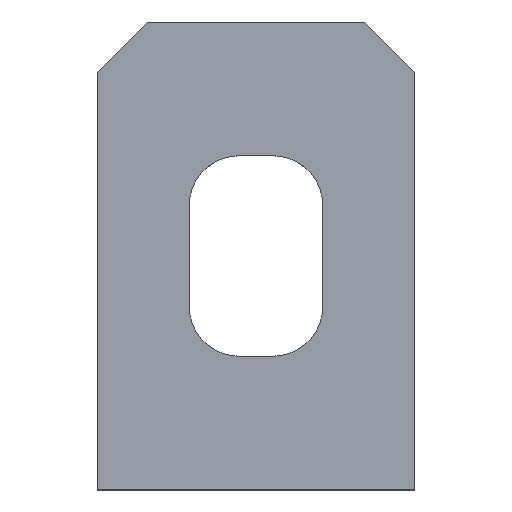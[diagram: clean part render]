
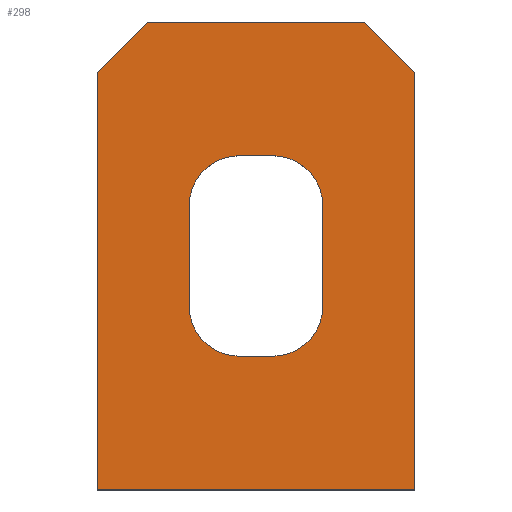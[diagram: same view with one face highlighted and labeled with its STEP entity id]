
A CAD part, top view. The second image highlights one B-rep face of the part: STEP entity #298.
In plain terms, the highlighted planar face has unit normal (0, 0, 1).
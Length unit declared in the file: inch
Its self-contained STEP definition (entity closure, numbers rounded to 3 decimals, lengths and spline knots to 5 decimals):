
#18=FACE_BOUND($,#48,.T.);
#23=CIRCLE($,#322,0.02953);
#24=CIRCLE($,#323,0.02953);
#25=CIRCLE($,#324,0.02953);
#26=CIRCLE($,#325,0.02953);
#30=FACE_OUTER_BOUND($,#47,.T.);
#47=EDGE_LOOP($,(#221,#222,#223,#224,#225,#226));
#48=EDGE_LOOP($,(#227,#228,#229,#230,#231,#232,#233,#234));
#63=LINE($,#430,#97);
#74=LINE($,#461,#108);
#77=LINE($,#466,#111);
#78=LINE($,#468,#112);
#79=LINE($,#470,#113);
#80=LINE($,#472,#114);
#81=LINE($,#473,#115);
#82=LINE($,#477,#116);
#83=LINE($,#481,#117);
#84=LINE($,#485,#118);
#97=VECTOR($,#344,0.05906);
#108=VECTOR($,#367,0.04176);
#111=VECTOR($,#372,0.12795);
#112=VECTOR($,#373,0.04176);
#113=VECTOR($,#374,0.24606);
#114=VECTOR($,#375,0.18701);
#115=VECTOR($,#376,0.24606);
#116=VECTOR($,#379,0.01969);
#117=VECTOR($,#382,0.05906);
#118=VECTOR($,#385,0.01969);
#131=VERTEX_POINT($,#427);
#132=VERTEX_POINT($,#429);
#145=VERTEX_POINT($,#459);
#146=VERTEX_POINT($,#460);
#147=VERTEX_POINT($,#465);
#148=VERTEX_POINT($,#467);
#149=VERTEX_POINT($,#469);
#150=VERTEX_POINT($,#471);
#151=VERTEX_POINT($,#474);
#152=VERTEX_POINT($,#476);
#153=VERTEX_POINT($,#478);
#154=VERTEX_POINT($,#480);
#155=VERTEX_POINT($,#482);
#156=VERTEX_POINT($,#484);
#159=EDGE_CURVE($,#131,#132,#63,.T.);
#174=EDGE_CURVE($,#145,#146,#74,.T.);
#177=EDGE_CURVE($,#146,#147,#77,.T.);
#178=EDGE_CURVE($,#147,#148,#78,.T.);
#179=EDGE_CURVE($,#148,#149,#79,.T.);
#180=EDGE_CURVE($,#149,#150,#80,.T.);
#181=EDGE_CURVE($,#150,#145,#81,.T.);
#182=EDGE_CURVE($,#131,#151,#23,.T.);
#183=EDGE_CURVE($,#152,#151,#82,.T.);
#184=EDGE_CURVE($,#152,#153,#24,.T.);
#185=EDGE_CURVE($,#154,#153,#83,.T.);
#186=EDGE_CURVE($,#154,#155,#25,.T.);
#187=EDGE_CURVE($,#156,#155,#84,.T.);
#188=EDGE_CURVE($,#156,#132,#26,.T.);
#221=ORIENTED_EDGE($,*,*,#174,.T.);
#222=ORIENTED_EDGE($,*,*,#177,.T.);
#223=ORIENTED_EDGE($,*,*,#178,.T.);
#224=ORIENTED_EDGE($,*,*,#179,.T.);
#225=ORIENTED_EDGE($,*,*,#180,.T.);
#226=ORIENTED_EDGE($,*,*,#181,.T.);
#227=ORIENTED_EDGE($,*,*,#159,.F.);
#228=ORIENTED_EDGE($,*,*,#182,.T.);
#229=ORIENTED_EDGE($,*,*,#183,.F.);
#230=ORIENTED_EDGE($,*,*,#184,.T.);
#231=ORIENTED_EDGE($,*,*,#185,.F.);
#232=ORIENTED_EDGE($,*,*,#186,.T.);
#233=ORIENTED_EDGE($,*,*,#187,.F.);
#234=ORIENTED_EDGE($,*,*,#188,.T.);
#286=PLANE($,#321);
#298=ADVANCED_FACE($,(#30,#18),#286,.T.);
#321=AXIS2_PLACEMENT_3D($,#464,#370,#371);
#322=AXIS2_PLACEMENT_3D($,#475,#377,#378);
#323=AXIS2_PLACEMENT_3D($,#479,#380,#381);
#324=AXIS2_PLACEMENT_3D($,#483,#383,#384);
#325=AXIS2_PLACEMENT_3D($,#486,#386,#387);
#344=DIRECTION($,(0.,-1.,0.));
#367=DIRECTION($,(-0.707,0.707,0.));
#370=DIRECTION('center_axis',(0.,0.,1.));
#371=DIRECTION('ref_axis',(1.,0.,0.));
#372=DIRECTION($,(-1.,0.,0.));
#373=DIRECTION($,(-0.707,-0.707,0.));
#374=DIRECTION($,(0.,-1.,0.));
#375=DIRECTION($,(1.,0.,0.));
#376=DIRECTION($,(0.,1.,0.));
#377=DIRECTION('center_axis',(0.,0.,-1.));
#378=DIRECTION('ref_axis',(-1.,0.,0.));
#379=DIRECTION($,(-1.,0.,0.));
#380=DIRECTION('center_axis',(0.,0.,-1.));
#381=DIRECTION('ref_axis',(0.,1.,0.));
#382=DIRECTION($,(0.,1.,0.));
#383=DIRECTION('center_axis',(0.,0.,-1.));
#384=DIRECTION('ref_axis',(1.,0.,0.));
#385=DIRECTION($,(1.,0.,0.));
#386=DIRECTION('center_axis',(0.,0.,-1.));
#387=DIRECTION('ref_axis',(0.,-1.,0.));
#427=CARTESIAN_POINT('',(0.16031,0.2012,0.01969));
#429=CARTESIAN_POINT('',(0.16031,0.14215,0.01969));
#430=CARTESIAN_POINT($,(0.16031,0.2012,0.01969));
#459=CARTESIAN_POINT('',(0.29318,0.27994,0.01969));
#460=CARTESIAN_POINT('',(0.26365,0.30947,0.01969));
#461=CARTESIAN_POINT($,(0.29318,0.27994,0.01969));
#464=CARTESIAN_POINT('Origin',(0.19968,0.17167,0.01969));
#465=CARTESIAN_POINT('',(0.1357,0.30947,0.01969));
#466=CARTESIAN_POINT($,(0.26365,0.30947,0.01969));
#467=CARTESIAN_POINT('',(0.10617,0.27994,0.01969));
#468=CARTESIAN_POINT($,(0.1357,0.30947,0.01969));
#469=CARTESIAN_POINT('',(0.10617,0.03388,0.01969));
#470=CARTESIAN_POINT($,(0.10617,0.27994,0.01969));
#471=CARTESIAN_POINT('',(0.29318,0.03388,0.01969));
#472=CARTESIAN_POINT($,(0.10617,0.03388,0.01969));
#473=CARTESIAN_POINT($,(0.29318,0.03388,0.01969));
#474=CARTESIAN_POINT('',(0.18983,0.23073,0.01969));
#475=CARTESIAN_POINT('Origin',(0.18983,0.2012,0.01969));
#476=CARTESIAN_POINT('',(0.20952,0.23073,0.01969));
#477=CARTESIAN_POINT($,(0.20952,0.23073,0.01969));
#478=CARTESIAN_POINT('',(0.23905,0.2012,0.01969));
#479=CARTESIAN_POINT('Origin',(0.20952,0.2012,0.01969));
#480=CARTESIAN_POINT('',(0.23905,0.14215,0.01969));
#481=CARTESIAN_POINT($,(0.23905,0.14215,0.01969));
#482=CARTESIAN_POINT('',(0.20952,0.11262,0.01969));
#483=CARTESIAN_POINT('Origin',(0.20952,0.14215,0.01969));
#484=CARTESIAN_POINT('',(0.18983,0.11262,0.01969));
#485=CARTESIAN_POINT($,(0.18983,0.11262,0.01969));
#486=CARTESIAN_POINT('Origin',(0.18983,0.14215,0.01969));
